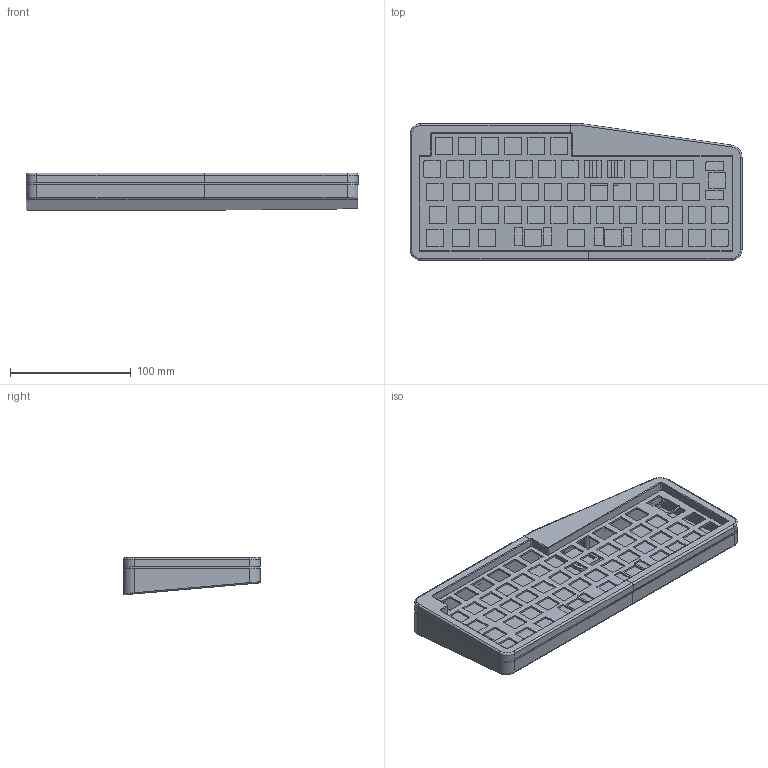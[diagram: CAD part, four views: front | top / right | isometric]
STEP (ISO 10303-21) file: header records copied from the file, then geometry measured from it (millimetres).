
FILE_DESCRIPTION(/* description */ (''),/* implementation_level */ '2;1');
FILE_NAME(/* name */ 'bonzo 3d print handwire with acrylic backplate.step',/* time_stamp */ '2023-11-22T21:05:20+02:00',/* author */ (''),/* organization */ (''),/* preprocessor_version */ 'ST-DEVELOPER v20',/* originating_system */ 'Autodesk Translation Framework v12.14.0.127',/* authorisation */ '');
FILE_SCHEMA (('AUTOMOTIVE_DESIGN { 1 0 10303 214 3 1 1 }'));
Length unit declared in the file: millimetre
Products named in the file (1): bonzo 3d print
Bounding box: 275.33 x 113.53 x 31.11 mm (x, y, z)
Volume: 255816.8 mm3; surface area: 167678.7 mm2
Topology: 10 solids, 10 shells, 832 faces, 2250 edges, 1491 vertices
Faces by surface type: plane 423, cylinder 379, torus 16, bspline 14
Full cylindrical faces by diameter (mm): 2 x31, 2.2 x14, 3 x4, 4.5 x9, 5 x7
Entity records: 27135 total; most frequent: CARTESIAN_POINT 5048, DIRECTION 4668, ORIENTED_EDGE 4500, EDGE_CURVE 2250, AXIS2_PLACEMENT_3D 1617, VERTEX_POINT 1491, LINE 1434, VECTOR 1434
